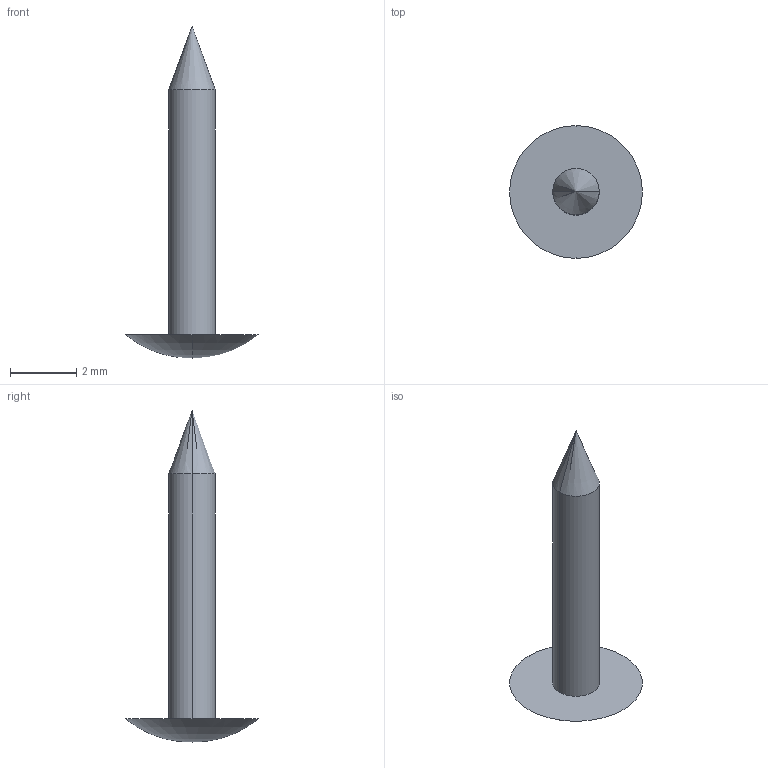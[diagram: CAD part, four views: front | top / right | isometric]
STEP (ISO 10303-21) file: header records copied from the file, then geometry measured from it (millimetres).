
FILE_DESCRIPTION(('STEP AP242'),'1');
FILE_NAME('din_1157_1_4_x_10.stp','2019-10-15T19:55:57',('TraceParts'),('TraceParts S.A.'),'Spatial InterOp 3D',' ',' ');
FILE_SCHEMA(('AP242_MANAGED_MODEL_BASED_3D_ENGINEERING_MIM_LF {1 0 10303 442 1 1 4}'));
Length unit declared in the file: millimetre
Products named in the file (1): din_1157_1_4_x_10
Bounding box: 4 x 4 x 10 mm (x, y, z)
Volume: 17 mm3; surface area: 62.2 mm2
Topology: 1 solids, 1 shells, 7 faces, 17 edges, 9 vertices
Faces by surface type: torus 2, cylinder 2, cone 2, plane 1
Entity records: 199 total; most frequent: DIRECTION 38, CARTESIAN_POINT 30, ORIENTED_EDGE 26, AXIS2_PLACEMENT_3D 17, EDGE_CURVE 13, VERTEX_POINT 9, CIRCLE 9, EDGE_LOOP 8
